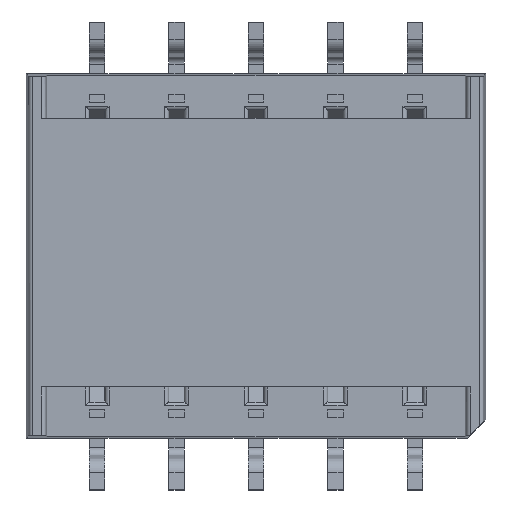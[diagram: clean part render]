
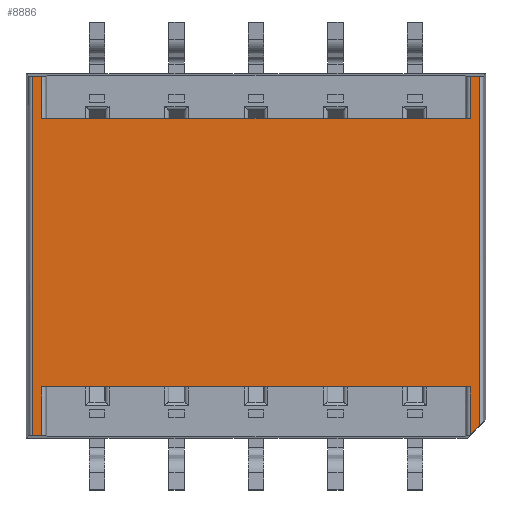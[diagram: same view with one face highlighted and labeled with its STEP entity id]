
A CAD part, front view. The second image highlights one B-rep face of the part: STEP entity #8886.
In plain terms, the highlighted planar face has unit normal (0, -1, 0).
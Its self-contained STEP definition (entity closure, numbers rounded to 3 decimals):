
#44 = CARTESIAN_POINT ( 'NONE',  ( 6.857, -3., -5.718 ) ) ;
#104 = DIRECTION ( 'NONE',  ( 1., 0., 0. ) ) ;
#464 = VECTOR ( 'NONE', #1369, 1000. ) ;
#507 = LINE ( 'NONE', #4012, #8837 ) ;
#601 = EDGE_CURVE ( 'NONE', #8373, #12534, #507, .T. ) ;
#843 = CARTESIAN_POINT ( 'NONE',  ( 6.857, -3., -5.745 ) ) ;
#967 = CARTESIAN_POINT ( 'NONE',  ( -7.147, -3., -5.745 ) ) ;
#1285 = LINE ( 'NONE', #3266, #7051 ) ;
#1369 = DIRECTION ( 'NONE',  ( -1., 0., 0. ) ) ;
#1377 = CARTESIAN_POINT ( 'NONE',  ( -7.147, -3., 5.745 ) ) ;
#1520 = VECTOR ( 'NONE', #7247, 1000. ) ;
#1593 = VECTOR ( 'NONE', #7473, 1000. ) ;
#1628 = ORIENTED_EDGE ( 'NONE', *, *, #4449, .T. ) ;
#1706 = EDGE_CURVE ( 'NONE', #5966, #8883, #12101, .T. ) ;
#2262 = DIRECTION ( 'NONE',  ( 0., 0., -1. ) ) ;
#2445 = EDGE_CURVE ( 'NONE', #11187, #10090, #6232, .T. ) ;
#2583 = VERTEX_POINT ( 'NONE', #9157 ) ;
#2687 = AXIS2_PLACEMENT_3D ( 'NONE', #7678, #8779, #2262 ) ;
#2781 = ORIENTED_EDGE ( 'NONE', *, *, #601, .T. ) ;
#2820 = CARTESIAN_POINT ( 'NONE',  ( -7.35, -3., -5.745 ) ) ;
#2999 = ORIENTED_EDGE ( 'NONE', *, *, #1706, .F. ) ;
#3130 = VERTEX_POINT ( 'NONE', #4748 ) ;
#3266 = CARTESIAN_POINT ( 'NONE',  ( 7.147, -3., 5.745 ) ) ;
#3518 = DIRECTION ( 'NONE',  ( 0., 0., -1. ) ) ;
#3630 = DIRECTION ( 'NONE',  ( 1., 0., 0. ) ) ;
#3818 = LINE ( 'NONE', #10345, #9601 ) ;
#3831 = DIRECTION ( 'NONE',  ( 0., 0., 1. ) ) ;
#3835 = ORIENTED_EDGE ( 'NONE', *, *, #4147, .F. ) ;
#3872 = LINE ( 'NONE', #11200, #6754 ) ;
#3923 = DIRECTION ( 'NONE',  ( 1., 0., 0. ) ) ;
#4012 = CARTESIAN_POINT ( 'NONE',  ( -7.147, -3., -4.185 ) ) ;
#4136 = CARTESIAN_POINT ( 'NONE',  ( -7.35, -3., 5.745 ) ) ;
#4147 = EDGE_CURVE ( 'NONE', #13458, #2583, #3872, .T. ) ;
#4309 = DIRECTION ( 'NONE',  ( 0., 0., 1. ) ) ;
#4359 = EDGE_CURVE ( 'NONE', #10461, #5979, #14064, .T. ) ;
#4439 = ORIENTED_EDGE ( 'NONE', *, *, #9207, .T. ) ;
#4449 = EDGE_CURVE ( 'NONE', #12534, #8883, #10098, .T. ) ;
#4563 = ORIENTED_EDGE ( 'NONE', *, *, #2445, .T. ) ;
#4590 = CARTESIAN_POINT ( 'NONE',  ( -7.147, -3., 4.4 ) ) ;
#4748 = CARTESIAN_POINT ( 'NONE',  ( -6.857, -3., -5.745 ) ) ;
#5095 = DIRECTION ( 'NONE',  ( 1., 0., 0. ) ) ;
#5115 = DIRECTION ( 'NONE',  ( 0., 0., -1. ) ) ;
#5138 = LINE ( 'NONE', #2820, #8032 ) ;
#5493 = PLANE ( 'NONE',  #2687 ) ;
#5966 = VERTEX_POINT ( 'NONE', #6840 ) ;
#5979 = VERTEX_POINT ( 'NONE', #7935 ) ;
#6013 = DIRECTION ( 'NONE',  ( 0., 0., 1. ) ) ;
#6176 = EDGE_CURVE ( 'NONE', #10461, #11187, #12412, .T. ) ;
#6232 = LINE ( 'NONE', #4590, #464 ) ;
#6522 = CARTESIAN_POINT ( 'NONE',  ( 6.857, -3., 5.745 ) ) ;
#6581 = VECTOR ( 'NONE', #5115, 1000. ) ;
#6711 = FACE_OUTER_BOUND ( 'NONE', #7916, .T. ) ;
#6742 = CARTESIAN_POINT ( 'NONE',  ( 6.857, -3., -5.745 ) ) ;
#6754 = VECTOR ( 'NONE', #3630, 1000. ) ;
#6840 = CARTESIAN_POINT ( 'NONE',  ( 7.147, -3., -5.428 ) ) ;
#6946 = VERTEX_POINT ( 'NONE', #12576 ) ;
#7051 = VECTOR ( 'NONE', #4309, 1000. ) ;
#7188 = VECTOR ( 'NONE', #3518, 1000. ) ;
#7247 = DIRECTION ( 'NONE',  ( -0.707, 0., -0.707 ) ) ;
#7473 = DIRECTION ( 'NONE',  ( 0., 0., -1. ) ) ;
#7678 = CARTESIAN_POINT ( 'NONE',  ( -7.35, -3., 5.745 ) ) ;
#7916 = EDGE_LOOP ( 'NONE', ( #2999, #10194, #10385, #9000, #4563, #4439, #3835, #12495, #12846, #8875, #2781, #1628 ) ) ;
#7935 = CARTESIAN_POINT ( 'NONE',  ( 7.147, -3., 5.745 ) ) ;
#8032 = VECTOR ( 'NONE', #3923, 1000. ) ;
#8138 = CARTESIAN_POINT ( 'NONE',  ( 6.857, -3., -4.185 ) ) ;
#8208 = EDGE_CURVE ( 'NONE', #3130, #8373, #13335, .T. ) ;
#8230 = VECTOR ( 'NONE', #104, 1000. ) ;
#8373 = VERTEX_POINT ( 'NONE', #13116 ) ;
#8779 = DIRECTION ( 'NONE',  ( 0., -1., 0. ) ) ;
#8820 = EDGE_CURVE ( 'NONE', #5966, #5979, #1285, .T. ) ;
#8837 = VECTOR ( 'NONE', #5095, 1000. ) ;
#8875 = ORIENTED_EDGE ( 'NONE', *, *, #8208, .T. ) ;
#8883 = VERTEX_POINT ( 'NONE', #44 ) ;
#8886 = ADVANCED_FACE ( 'NONE', ( #6711 ), #5493, .T. ) ;
#9000 = ORIENTED_EDGE ( 'NONE', *, *, #6176, .T. ) ;
#9157 = CARTESIAN_POINT ( 'NONE',  ( -6.857, -3., 5.745 ) ) ;
#9207 = EDGE_CURVE ( 'NONE', #10090, #2583, #3818, .T. ) ;
#9215 = CARTESIAN_POINT ( 'NONE',  ( -6.857, -3., 5.745 ) ) ;
#9244 = CARTESIAN_POINT ( 'NONE',  ( -6.857, -3., 4.4 ) ) ;
#9432 = EDGE_CURVE ( 'NONE', #13458, #6946, #12852, .T. ) ;
#9601 = VECTOR ( 'NONE', #3831, 1000. ) ;
#9770 = CARTESIAN_POINT ( 'NONE',  ( 6.857, -3., 4.4 ) ) ;
#10090 = VERTEX_POINT ( 'NONE', #9244 ) ;
#10098 = LINE ( 'NONE', #6742, #7188 ) ;
#10157 = EDGE_CURVE ( 'NONE', #6946, #3130, #5138, .T. ) ;
#10194 = ORIENTED_EDGE ( 'NONE', *, *, #8820, .T. ) ;
#10345 = CARTESIAN_POINT ( 'NONE',  ( -6.857, -3., 5.745 ) ) ;
#10385 = ORIENTED_EDGE ( 'NONE', *, *, #4359, .F. ) ;
#10461 = VERTEX_POINT ( 'NONE', #6522 ) ;
#11187 = VERTEX_POINT ( 'NONE', #9770 ) ;
#11200 = CARTESIAN_POINT ( 'NONE',  ( -7.35, -3., 5.745 ) ) ;
#11675 = CARTESIAN_POINT ( 'NONE',  ( 7.35, -3., -5.225 ) ) ;
#12101 = LINE ( 'NONE', #11675, #1520 ) ;
#12412 = LINE ( 'NONE', #843, #6581 ) ;
#12495 = ORIENTED_EDGE ( 'NONE', *, *, #9432, .T. ) ;
#12534 = VERTEX_POINT ( 'NONE', #8138 ) ;
#12576 = CARTESIAN_POINT ( 'NONE',  ( -7.147, -3., -5.745 ) ) ;
#12846 = ORIENTED_EDGE ( 'NONE', *, *, #10157, .T. ) ;
#12852 = LINE ( 'NONE', #967, #1593 ) ;
#12978 = VECTOR ( 'NONE', #6013, 1000. ) ;
#13116 = CARTESIAN_POINT ( 'NONE',  ( -6.857, -3., -4.185 ) ) ;
#13335 = LINE ( 'NONE', #9215, #12978 ) ;
#13458 = VERTEX_POINT ( 'NONE', #1377 ) ;
#14064 = LINE ( 'NONE', #4136, #8230 ) ;
